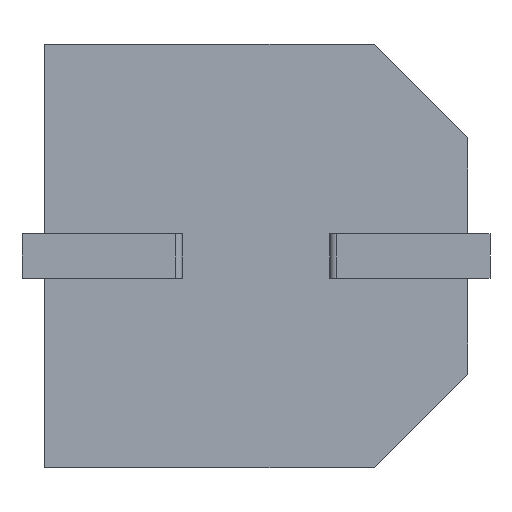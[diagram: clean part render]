
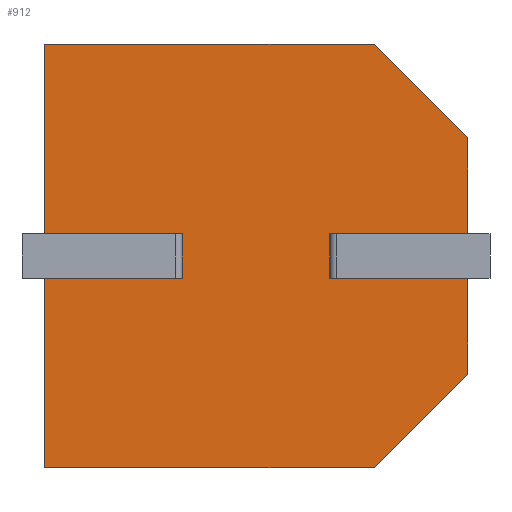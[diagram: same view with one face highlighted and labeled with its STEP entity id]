
A CAD part, front view. The second image highlights one B-rep face of the part: STEP entity #912.
In plain terms, the highlighted planar face has unit normal (0, -1, 0).
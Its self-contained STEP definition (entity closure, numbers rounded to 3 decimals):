
#13 = CARTESIAN_POINT ( 'NONE',  ( 4.3, 0., -5.9 ) ) ;
#14 = CARTESIAN_POINT ( 'NONE',  ( 10.289, 0., 0. ) ) ;
#20 = VERTEX_POINT ( 'NONE', #2381 ) ;
#65 = CARTESIAN_POINT ( 'NONE',  ( 0., 0., -13.2 ) ) ;
#87 = VECTOR ( 'NONE', #1127, 1000. ) ;
#108 = EDGE_CURVE ( 'NONE', #2664, #1027, #153, .T. ) ;
#121 = ORIENTED_EDGE ( 'NONE', *, *, #1767, .T. ) ;
#126 = ORIENTED_EDGE ( 'NONE', *, *, #2659, .T. ) ;
#153 = LINE ( 'NONE', #1484, #3493 ) ;
#156 = VERTEX_POINT ( 'NONE', #13 ) ;
#183 = DIRECTION ( 'NONE',  ( -1., 0., 0. ) ) ;
#200 = VECTOR ( 'NONE', #1426, 1000. ) ;
#310 = VERTEX_POINT ( 'NONE', #1349 ) ;
#319 = VECTOR ( 'NONE', #2214, 1000. ) ;
#406 = EDGE_CURVE ( 'NONE', #2339, #156, #2504, .T. ) ;
#426 = VECTOR ( 'NONE', #183, 1000. ) ;
#567 = CARTESIAN_POINT ( 'NONE',  ( 4.3, 0., -7.3 ) ) ;
#572 = CARTESIAN_POINT ( 'NONE',  ( 13.2, 0., 0. ) ) ;
#599 = VECTOR ( 'NONE', #2149, 1000. ) ;
#600 = VECTOR ( 'NONE', #2716, 1000. ) ;
#651 = CARTESIAN_POINT ( 'NONE',  ( 4.3, 0., -5.9 ) ) ;
#662 = CARTESIAN_POINT ( 'NONE',  ( 8.9, 0., -7.3 ) ) ;
#783 = EDGE_LOOP ( 'NONE', ( #982, #1617, #2982, #1743, #121, #3340, #3274, #1337, #3487, #1245, #126, #1062, #1892, #2101 ) ) ;
#835 = CARTESIAN_POINT ( 'NONE',  ( 0., 0., 0. ) ) ;
#880 = LINE ( 'NONE', #897, #3171 ) ;
#890 = VERTEX_POINT ( 'NONE', #1280 ) ;
#897 = CARTESIAN_POINT ( 'NONE',  ( 8.9, 0., -7.3 ) ) ;
#912 = ADVANCED_FACE ( 'NONE', ( #915 ), #2787, .F. ) ;
#915 = FACE_OUTER_BOUND ( 'NONE', #783, .T. ) ;
#932 = VECTOR ( 'NONE', #1377, 1000. ) ;
#946 = VECTOR ( 'NONE', #2298, 1000. ) ;
#961 = EDGE_CURVE ( 'NONE', #890, #1567, #2804, .T. ) ;
#982 = ORIENTED_EDGE ( 'NONE', *, *, #1149, .F. ) ;
#1027 = VERTEX_POINT ( 'NONE', #1114 ) ;
#1045 = EDGE_CURVE ( 'NONE', #2339, #2361, #3181, .T. ) ;
#1062 = ORIENTED_EDGE ( 'NONE', *, *, #961, .T. ) ;
#1077 = LINE ( 'NONE', #2160, #600 ) ;
#1114 = CARTESIAN_POINT ( 'NONE',  ( 13.2, 0., -5.9 ) ) ;
#1127 = DIRECTION ( 'NONE',  ( 0., 0., 1. ) ) ;
#1140 = CARTESIAN_POINT ( 'NONE',  ( 8.9, 0., -5.9 ) ) ;
#1149 = EDGE_CURVE ( 'NONE', #2385, #20, #880, .T. ) ;
#1180 = CARTESIAN_POINT ( 'NONE',  ( 8.9, 0., -5.9 ) ) ;
#1186 = EDGE_CURVE ( 'NONE', #2417, #1027, #3008, .T. ) ;
#1245 = ORIENTED_EDGE ( 'NONE', *, *, #1045, .T. ) ;
#1280 = CARTESIAN_POINT ( 'NONE',  ( 0., 0., -13.2 ) ) ;
#1337 = ORIENTED_EDGE ( 'NONE', *, *, #3224, .F. ) ;
#1349 = CARTESIAN_POINT ( 'NONE',  ( 0., 0., 0. ) ) ;
#1377 = DIRECTION ( 'NONE',  ( 1., 0., 0. ) ) ;
#1408 = CARTESIAN_POINT ( 'NONE',  ( 13.2, 0., -10.289 ) ) ;
#1412 = EDGE_CURVE ( 'NONE', #20, #3205, #3350, .T. ) ;
#1417 = EDGE_CURVE ( 'NONE', #1567, #3205, #3021, .T. ) ;
#1426 = DIRECTION ( 'NONE',  ( 0.707, 0., 0.707 ) ) ;
#1471 = VERTEX_POINT ( 'NONE', #2732 ) ;
#1484 = CARTESIAN_POINT ( 'NONE',  ( 13.2, 0., 0. ) ) ;
#1567 = VERTEX_POINT ( 'NONE', #1581 ) ;
#1581 = CARTESIAN_POINT ( 'NONE',  ( 10.289, 0., -13.2 ) ) ;
#1617 = ORIENTED_EDGE ( 'NONE', *, *, #2008, .T. ) ;
#1704 = LINE ( 'NONE', #2542, #3282 ) ;
#1738 = VECTOR ( 'NONE', #2742, 1000. ) ;
#1743 = ORIENTED_EDGE ( 'NONE', *, *, #108, .F. ) ;
#1767 = EDGE_CURVE ( 'NONE', #2664, #2524, #2752, .T. ) ;
#1892 = ORIENTED_EDGE ( 'NONE', *, *, #1417, .T. ) ;
#2008 = EDGE_CURVE ( 'NONE', #2385, #2417, #1704, .T. ) ;
#2010 = LINE ( 'NONE', #651, #946 ) ;
#2101 = ORIENTED_EDGE ( 'NONE', *, *, #1412, .F. ) ;
#2149 = DIRECTION ( 'NONE',  ( 1., 0., 0. ) ) ;
#2160 = CARTESIAN_POINT ( 'NONE',  ( 0., 0., 0. ) ) ;
#2172 = CARTESIAN_POINT ( 'NONE',  ( 0., 0., 0. ) ) ;
#2214 = DIRECTION ( 'NONE',  ( 1., 0., 0. ) ) ;
#2244 = DIRECTION ( 'NONE',  ( 0., 0., -1. ) ) ;
#2282 = CARTESIAN_POINT ( 'NONE',  ( 13.2, 0., -10.289 ) ) ;
#2298 = DIRECTION ( 'NONE',  ( -1., 0., 0. ) ) ;
#2302 = DIRECTION ( 'NONE',  ( 0., 0., -1. ) ) ;
#2339 = VERTEX_POINT ( 'NONE', #567 ) ;
#2361 = VERTEX_POINT ( 'NONE', #3126 ) ;
#2381 = CARTESIAN_POINT ( 'NONE',  ( 13.2, 0., -7.3 ) ) ;
#2385 = VERTEX_POINT ( 'NONE', #662 ) ;
#2417 = VERTEX_POINT ( 'NONE', #1180 ) ;
#2448 = CARTESIAN_POINT ( 'NONE',  ( 13.2, 0., -2.911 ) ) ;
#2488 = CARTESIAN_POINT ( 'NONE',  ( 10.289, 0., 0. ) ) ;
#2504 = LINE ( 'NONE', #3335, #87 ) ;
#2505 = CARTESIAN_POINT ( 'NONE',  ( 0., 0., 0. ) ) ;
#2524 = VERTEX_POINT ( 'NONE', #14 ) ;
#2535 = DIRECTION ( 'NONE',  ( 1., 0., 0. ) ) ;
#2542 = CARTESIAN_POINT ( 'NONE',  ( 8.9, 0., -7.3 ) ) ;
#2554 = EDGE_CURVE ( 'NONE', #310, #2524, #3266, .T. ) ;
#2596 = CARTESIAN_POINT ( 'NONE',  ( 4.3, 0., -7.3 ) ) ;
#2604 = DIRECTION ( 'NONE',  ( -0.707, 0., 0.707 ) ) ;
#2659 = EDGE_CURVE ( 'NONE', #2361, #890, #1077, .T. ) ;
#2664 = VERTEX_POINT ( 'NONE', #2448 ) ;
#2716 = DIRECTION ( 'NONE',  ( 0., 0., -1. ) ) ;
#2732 = CARTESIAN_POINT ( 'NONE',  ( 0., 0., -5.9 ) ) ;
#2742 = DIRECTION ( 'NONE',  ( 0., 0., -1. ) ) ;
#2752 = LINE ( 'NONE', #2488, #2766 ) ;
#2766 = VECTOR ( 'NONE', #2604, 1000. ) ;
#2787 = PLANE ( 'NONE',  #3333 ) ;
#2788 = DIRECTION ( 'NONE',  ( 0., 0., 1. ) ) ;
#2804 = LINE ( 'NONE', #65, #319 ) ;
#2982 = ORIENTED_EDGE ( 'NONE', *, *, #1186, .T. ) ;
#3008 = LINE ( 'NONE', #1140, #932 ) ;
#3021 = LINE ( 'NONE', #1408, #200 ) ;
#3072 = DIRECTION ( 'NONE',  ( 0., 1., 0. ) ) ;
#3082 = EDGE_CURVE ( 'NONE', #310, #1471, #3317, .T. ) ;
#3126 = CARTESIAN_POINT ( 'NONE',  ( 0., 0., -7.3 ) ) ;
#3171 = VECTOR ( 'NONE', #2535, 1000. ) ;
#3181 = LINE ( 'NONE', #2596, #426 ) ;
#3185 = VECTOR ( 'NONE', #2244, 1000. ) ;
#3205 = VERTEX_POINT ( 'NONE', #2282 ) ;
#3224 = EDGE_CURVE ( 'NONE', #156, #1471, #2010, .T. ) ;
#3266 = LINE ( 'NONE', #835, #599 ) ;
#3274 = ORIENTED_EDGE ( 'NONE', *, *, #3082, .T. ) ;
#3282 = VECTOR ( 'NONE', #2788, 1000. ) ;
#3307 = DIRECTION ( 'NONE',  ( 0., 0., 1. ) ) ;
#3317 = LINE ( 'NONE', #2172, #3185 ) ;
#3333 = AXIS2_PLACEMENT_3D ( 'NONE', #2505, #3072, #3307 ) ;
#3335 = CARTESIAN_POINT ( 'NONE',  ( 4.3, 0., -7.3 ) ) ;
#3340 = ORIENTED_EDGE ( 'NONE', *, *, #2554, .F. ) ;
#3350 = LINE ( 'NONE', #572, #1738 ) ;
#3487 = ORIENTED_EDGE ( 'NONE', *, *, #406, .F. ) ;
#3493 = VECTOR ( 'NONE', #2302, 1000. ) ;
